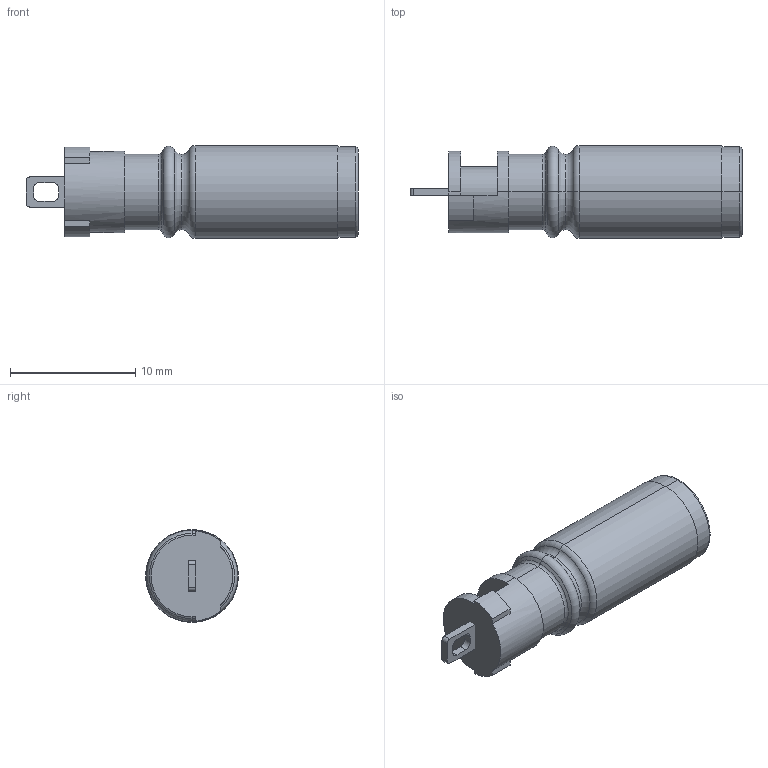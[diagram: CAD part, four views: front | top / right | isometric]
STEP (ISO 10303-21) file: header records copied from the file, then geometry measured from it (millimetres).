
FILE_DESCRIPTION (( 'STEP AP203' ), '1' );
FILE_NAME ('50-01040.STEP', '2025-08-01T19:07:30', ( '' ), ( '' ), 'SwSTEP 2.0', 'SolidWorks 2025', '' );
FILE_SCHEMA (( 'CONFIG_CONTROL_DESIGN' ));
Length unit declared in the file: millimetre
Products named in the file (5): 50-01040-02_默认; 50-01040-03_默认; 50-01040-04_默认; 50-01040-01_默认; 50-01040
Assembly tree (4 placements, depth 2):
  50-01040
    50-01040-01_默认
    50-01040-02_默认
    50-01040-03_默认
    50-01040-04_默认
Bounding box: 26.5 x 7.4 x 7.4 mm (x, y, z)
Volume: 719 mm3; surface area: 2208.1 mm2
Topology: 4 solids, 4 shells, 132 faces, 312 edges, 192 vertices
Faces by surface type: cylinder 47, plane 47, torus 24, cone 14
Entity records: 4337 total; most frequent: DIRECTION 740, CARTESIAN_POINT 643, ORIENTED_EDGE 624, EDGE_CURVE 312, AXIS2_PLACEMENT_3D 289, VERTEX_POINT 192, VECTOR 162, LINE 162
